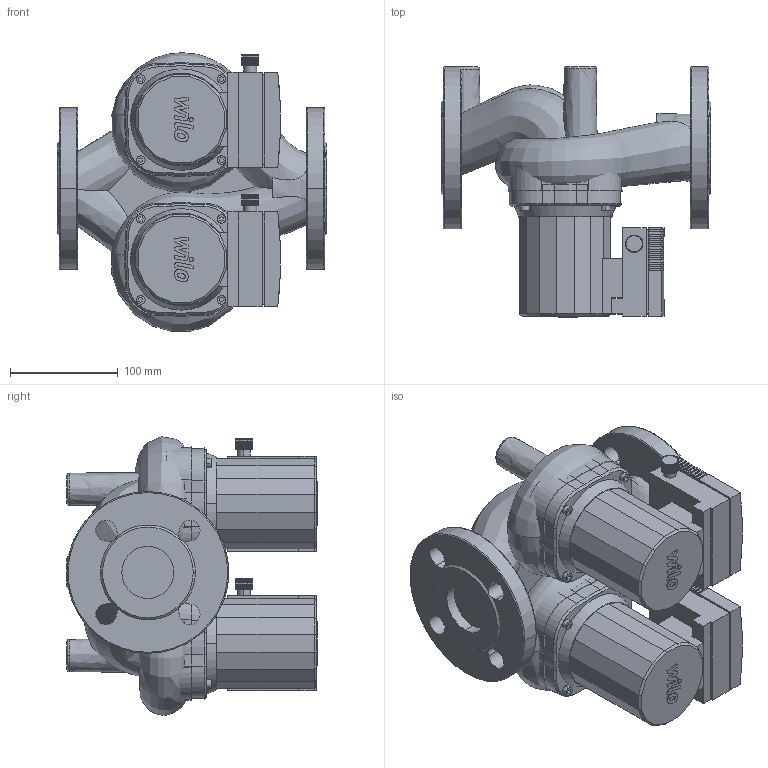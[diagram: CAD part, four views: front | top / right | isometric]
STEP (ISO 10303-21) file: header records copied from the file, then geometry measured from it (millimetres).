
FILE_DESCRIPTION((''),'2;1');
FILE_NAME('3d_TOPSD40_33~-2044018.stp','2014-09-03T12:48:12',(''),(''),'Mechanical Desktop 2009','Mechanical Desktop 2009',', , ');
FILE_SCHEMA(('CONFIG_CONTROL_DESIGN'));
Length unit declared in the file: millimetre
Products named in the file (1): Product
Bounding box: 250 x 231.75 x 258.29 mm (x, y, z)
Volume: 5250870.4 mm3; surface area: 477197.4 mm2
Topology: 17 solids, 17 shells, 1042 faces, 2868 edges, 1887 vertices
Faces by surface type: plane 504, bspline 310, cylinder 186, cone 38, torus 4
Entity records: 50042 total; most frequent: CARTESIAN_POINT 24193, ORIENTED_EDGE 5728, DIRECTION 4768, EDGE_CURVE 2864, VECTOR 2000, LINE 2000, VERTEX_POINT 1885, AXIS2_PLACEMENT_3D 1384
